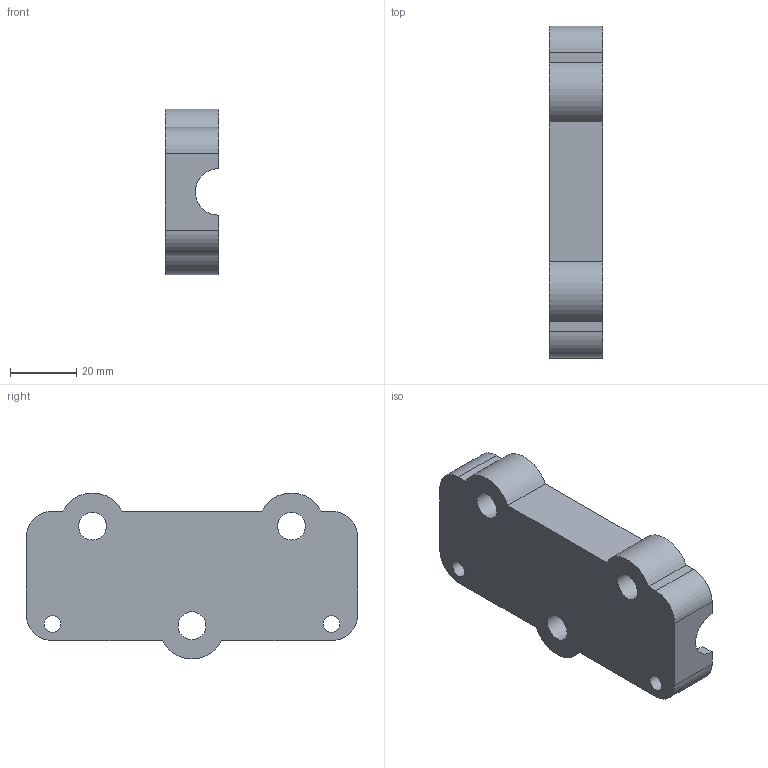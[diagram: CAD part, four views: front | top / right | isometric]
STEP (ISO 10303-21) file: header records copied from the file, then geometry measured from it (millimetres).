
FILE_DESCRIPTION(('FreeCAD Model'),'2;1');
FILE_NAME('y_carriage_B.step','2015-03-28T17:17:01',('Author'),(''), 'Open CASCADE STEP processor 6.7','FreeCAD','Unknown');
FILE_SCHEMA(('AUTOMOTIVE_DESIGN_CC2 { 1 2 10303 214 -1 1 5 4 }'));
Length unit declared in the file: millimetre
Products named in the file (1): y_carriage_B001
Bounding box: 16 x 100 x 49.96 mm (x, y, z)
Volume: 47631 mm3; surface area: 15214.9 mm2
Topology: 1 solids, 1 shells, 31 faces, 95 edges, 66 vertices
Faces by surface type: cylinder 17, plane 14
Full cylindrical faces by diameter (mm): 5 x2, 8.4 x3
Entity records: 2509 total; most frequent: CARTESIAN_POINT 632, DIRECTION 339, ORIENTED_EDGE 190, PCURVE 190, DEFINITIONAL_REPRESENTATION 190, LINE 180, VECTOR 180, EDGE_CURVE 95
